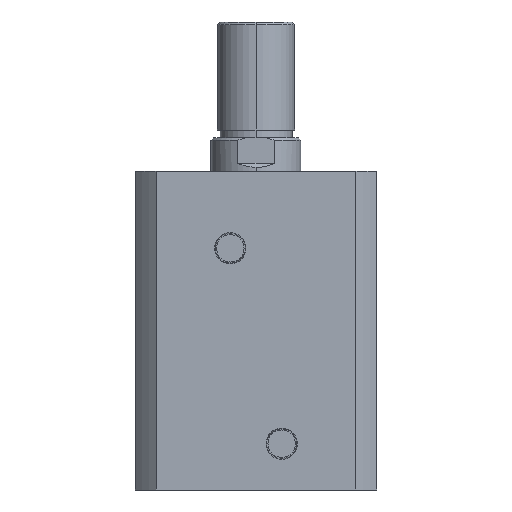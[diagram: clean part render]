
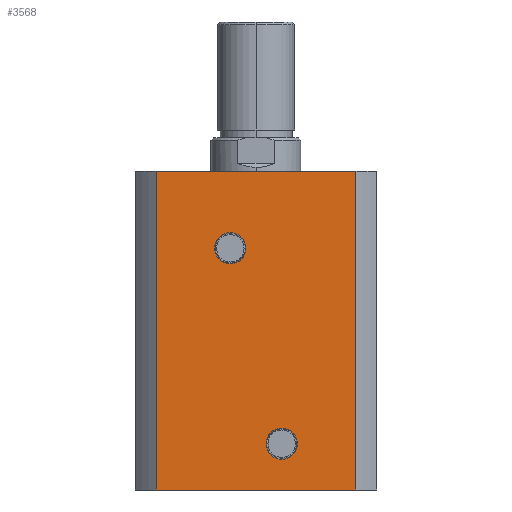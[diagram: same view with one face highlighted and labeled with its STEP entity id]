
A CAD part, left-side view. The second image highlights one B-rep face of the part: STEP entity #3568.
In plain terms, the highlighted planar face has unit normal (-1, 0, 0).
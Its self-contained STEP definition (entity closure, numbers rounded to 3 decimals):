
#326 = AXIS2_PLACEMENT_3D ( 'NONE', #609, #603, #613 ) ;
#350 = AXIS2_PLACEMENT_3D ( 'NONE', #1943, #1944, #1945 ) ;
#362 = AXIS2_PLACEMENT_3D ( 'NONE', #1878, #1879, #1880 ) ;
#445 = AXIS2_PLACEMENT_3D ( 'NONE', #3103, #3101, #3100 ) ;
#446 = AXIS2_PLACEMENT_3D ( 'NONE', #3109, #3108, #3107 ) ;
#485 = EDGE_CURVE ( 'NONE', #2647, #2653, #666, .T. ) ;
#487 = EDGE_CURVE ( 'NONE', #3173, #3822, #669, .T. ) ;
#488 = EDGE_CURVE ( 'NONE', #2926, #2929, #667, .T. ) ;
#490 = EDGE_CURVE ( 'NONE', #2653, #2650, #672, .T. ) ;
#491 = EDGE_CURVE ( 'NONE', #2649, #2650, #674, .T. ) ;
#493 = EDGE_CURVE ( 'NONE', #2647, #2649, #678, .T. ) ;
#554 = CARTESIAN_POINT ( 'NONE',  ( -47., 10., 100.06 ) ) ;
#603 = DIRECTION ( 'NONE',  ( 1., 0., 0. ) ) ;
#609 = CARTESIAN_POINT ( 'NONE',  ( -47., 0., 124. ) ) ;
#611 = PLANE ( 'NONE',  #326 ) ;
#613 = DIRECTION ( 'NONE',  ( 0., 1., 0. ) ) ;
#666 = LINE ( 'NONE', #3539, #668 ) ;
#667 = CIRCLE ( 'NONE', #445, 6.06 ) ;
#668 = VECTOR ( 'NONE', #3550, 1000. ) ;
#669 = CIRCLE ( 'NONE', #446, 6.06 ) ;
#672 = LINE ( 'NONE', #3096, #675 ) ;
#674 = LINE ( 'NONE', #3093, #677 ) ;
#675 = VECTOR ( 'NONE', #3094, 1000. ) ;
#677 = VECTOR ( 'NONE', #3090, 1000. ) ;
#678 = LINE ( 'NONE', #3115, #681 ) ;
#681 = VECTOR ( 'NONE', #3113, 1000. ) ;
#815 = EDGE_LOOP ( 'NONE', ( #1979, #1980, #1981, #1963 ) ) ;
#1214 = FACE_BOUND ( 'NONE', #3297, .T. ) ;
#1221 = FACE_OUTER_BOUND ( 'NONE', #815, .T. ) ;
#1223 = FACE_BOUND ( 'NONE', #3262, .T. ) ;
#1843 = CARTESIAN_POINT ( 'NONE',  ( -47., -10., 24.06 ) ) ;
#1846 = CARTESIAN_POINT ( 'NONE',  ( -47., -10., 11.94 ) ) ;
#1878 = CARTESIAN_POINT ( 'NONE',  ( -47., 10., 94. ) ) ;
#1879 = DIRECTION ( 'NONE',  ( -1., 0., 0. ) ) ;
#1880 = DIRECTION ( 'NONE',  ( 0., 0., 1. ) ) ;
#1943 = CARTESIAN_POINT ( 'NONE',  ( -47., -10., 18. ) ) ;
#1944 = DIRECTION ( 'NONE',  ( -1., 0., 0. ) ) ;
#1945 = DIRECTION ( 'NONE',  ( 0., 0., 1. ) ) ;
#1950 = ORIENTED_EDGE ( 'NONE', *, *, #487, .F. ) ;
#1963 = ORIENTED_EDGE ( 'NONE', *, *, #485, .T. ) ;
#1975 = ORIENTED_EDGE ( 'NONE', *, *, #3123, .F. ) ;
#1976 = ORIENTED_EDGE ( 'NONE', *, *, #488, .F. ) ;
#1978 = ORIENTED_EDGE ( 'NONE', *, *, #3146, .F. ) ;
#1979 = ORIENTED_EDGE ( 'NONE', *, *, #490, .T. ) ;
#1980 = ORIENTED_EDGE ( 'NONE', *, *, #491, .F. ) ;
#1981 = ORIENTED_EDGE ( 'NONE', *, *, #493, .F. ) ;
#2127 = CARTESIAN_POINT ( 'NONE',  ( -47., 38.884, 124. ) ) ;
#2129 = CARTESIAN_POINT ( 'NONE',  ( -47., -38.884, 124. ) ) ;
#2130 = CARTESIAN_POINT ( 'NONE',  ( -47., -38.884, 0. ) ) ;
#2133 = CARTESIAN_POINT ( 'NONE',  ( -47., 38.884, 0. ) ) ;
#2647 = VERTEX_POINT ( 'NONE', #2127 ) ;
#2649 = VERTEX_POINT ( 'NONE', #2129 ) ;
#2650 = VERTEX_POINT ( 'NONE', #2130 ) ;
#2653 = VERTEX_POINT ( 'NONE', #2133 ) ;
#2758 = CIRCLE ( 'NONE', #362, 6.06 ) ;
#2788 = CIRCLE ( 'NONE', #350, 6.06 ) ;
#2926 = VERTEX_POINT ( 'NONE', #1843 ) ;
#2929 = VERTEX_POINT ( 'NONE', #1846 ) ;
#3090 = DIRECTION ( 'NONE',  ( 0., 0., -1. ) ) ;
#3093 = CARTESIAN_POINT ( 'NONE',  ( -47., -38.884, 124. ) ) ;
#3094 = DIRECTION ( 'NONE',  ( 0., -1., 0. ) ) ;
#3096 = CARTESIAN_POINT ( 'NONE',  ( -47., 0., 0. ) ) ;
#3100 = DIRECTION ( 'NONE',  ( 0., 0., 1. ) ) ;
#3101 = DIRECTION ( 'NONE',  ( -1., 0., 0. ) ) ;
#3103 = CARTESIAN_POINT ( 'NONE',  ( -47., -10., 18. ) ) ;
#3107 = DIRECTION ( 'NONE',  ( 0., 0., 1. ) ) ;
#3108 = DIRECTION ( 'NONE',  ( -1., 0., 0. ) ) ;
#3109 = CARTESIAN_POINT ( 'NONE',  ( -47., 10., 94. ) ) ;
#3113 = DIRECTION ( 'NONE',  ( 0., -1., 0. ) ) ;
#3115 = CARTESIAN_POINT ( 'NONE',  ( -47., 0., 124. ) ) ;
#3123 = EDGE_CURVE ( 'NONE', #3822, #3173, #2758, .T. ) ;
#3146 = EDGE_CURVE ( 'NONE', #2929, #2926, #2788, .T. ) ;
#3173 = VERTEX_POINT ( 'NONE', #554 ) ;
#3262 = EDGE_LOOP ( 'NONE', ( #1976, #1978 ) ) ;
#3297 = EDGE_LOOP ( 'NONE', ( #1950, #1975 ) ) ;
#3428 = CARTESIAN_POINT ( 'NONE',  ( -47., 10., 87.94 ) ) ;
#3539 = CARTESIAN_POINT ( 'NONE',  ( -47., 38.884, 124. ) ) ;
#3550 = DIRECTION ( 'NONE',  ( 0., 0., -1. ) ) ;
#3568 = ADVANCED_FACE ( 'NONE', ( #1214, #1223, #1221 ), #611, .F. ) ;
#3822 = VERTEX_POINT ( 'NONE', #3428 ) ;
